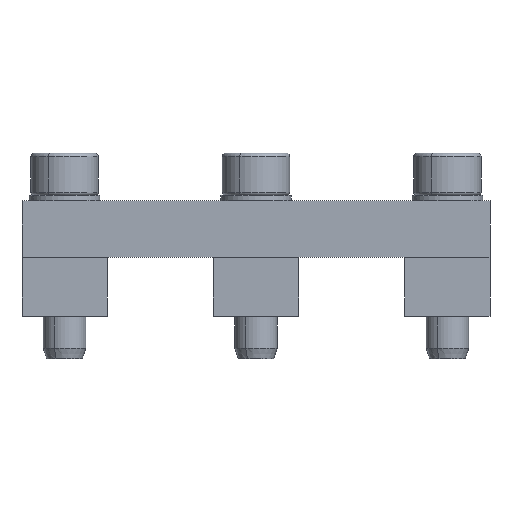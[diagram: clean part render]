
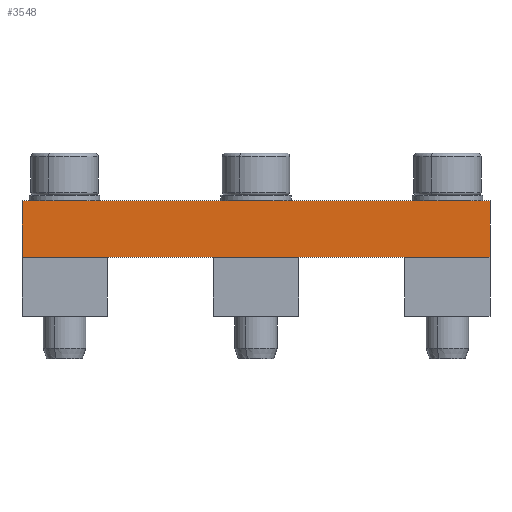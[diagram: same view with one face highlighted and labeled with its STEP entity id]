
A CAD part, front view. The second image highlights one B-rep face of the part: STEP entity #3548.
In plain terms, the highlighted planar face has unit normal (0, -1, 0).
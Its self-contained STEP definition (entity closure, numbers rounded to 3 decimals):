
#3535=AXIS2_PLACEMENT_3D('Plane Axis2P3D',#3532,#3533,#3534) ;
#3327=CARTESIAN_POINT('Vertex',(66.,0.,22.299)) ;
#3341=CARTESIAN_POINT('Vertex',(0.,0.,22.299)) ;
#3344=CARTESIAN_POINT('Line Origine',(33.,0.,22.299)) ;
#3424=CARTESIAN_POINT('Vertex',(0.,0.,14.299)) ;
#3438=CARTESIAN_POINT('Vertex',(66.,0.,14.299)) ;
#3441=CARTESIAN_POINT('Line Origine',(33.,0.,14.299)) ;
#3520=CARTESIAN_POINT('Line Origine',(0.,0.,18.299)) ;
#3532=CARTESIAN_POINT('Axis2P3D Location',(33.,0.,14.299)) ;
#3537=CARTESIAN_POINT('Line Origine',(66.,0.,18.299)) ;
#3345=DIRECTION('Vector Direction',(-1.,0.,0.)) ;
#3442=DIRECTION('Vector Direction',(1.,0.,0.)) ;
#3521=DIRECTION('Vector Direction',(0.,0.,-1.)) ;
#3533=DIRECTION('Axis2P3D Direction',(0.,-1.,0.)) ;
#3534=DIRECTION('Axis2P3D XDirection',(1.,0.,0.)) ;
#3538=DIRECTION('Vector Direction',(0.,0.,1.)) ;
#3346=VECTOR('Line Direction',#3345,1.) ;
#3443=VECTOR('Line Direction',#3442,1.) ;
#3522=VECTOR('Line Direction',#3521,1.) ;
#3539=VECTOR('Line Direction',#3538,1.) ;
#3543=ORIENTED_EDGE('',*,*,#3445,.T.) ;
#3544=ORIENTED_EDGE('',*,*,#3541,.T.) ;
#3545=ORIENTED_EDGE('',*,*,#3348,.T.) ;
#3546=ORIENTED_EDGE('',*,*,#3524,.T.) ;
#3548=ADVANCED_FACE('33932_QL3_WDU95N_120N.1\\Koerper.2',(#3547),#3536,.T.) ;
#3348=EDGE_CURVE('',#3328,#3342,#3347,.T.) ;
#3445=EDGE_CURVE('',#3425,#3439,#3444,.T.) ;
#3524=EDGE_CURVE('',#3342,#3425,#3523,.T.) ;
#3541=EDGE_CURVE('',#3439,#3328,#3540,.T.) ;
#3542=EDGE_LOOP('',(#3543,#3544,#3545,#3546)) ;
#3547=FACE_OUTER_BOUND('',#3542,.T.) ;
#3347=LINE('Line',#3344,#3346) ;
#3444=LINE('Line',#3441,#3443) ;
#3523=LINE('Line',#3520,#3522) ;
#3540=LINE('Line',#3537,#3539) ;
#3536=PLANE('',#3535) ;
#3328=VERTEX_POINT('',#3327) ;
#3342=VERTEX_POINT('',#3341) ;
#3425=VERTEX_POINT('',#3424) ;
#3439=VERTEX_POINT('',#3438) ;
